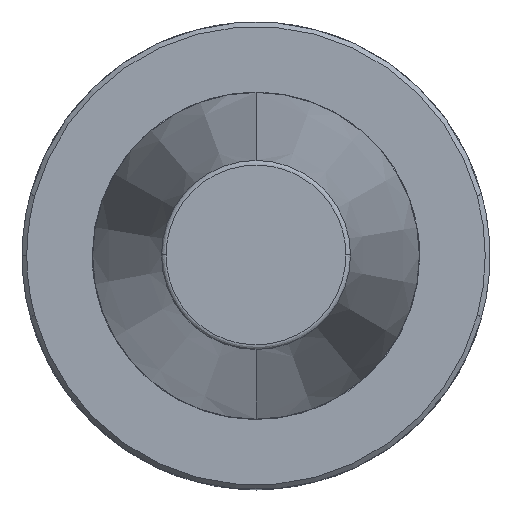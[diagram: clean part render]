
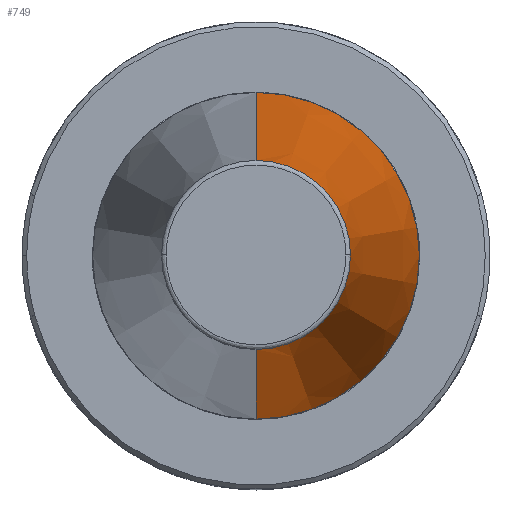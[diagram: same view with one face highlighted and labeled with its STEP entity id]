
A CAD part, top view. The second image highlights one B-rep face of the part: STEP entity #749.
In plain terms, the highlighted conical face has half-angle 8.297 degrees and reference radius 34.925 mm.
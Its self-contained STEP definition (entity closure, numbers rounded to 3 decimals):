
#72 = AXIS2_PLACEMENT_3D ( 'NONE', #324, #2202, #1404 ) ;
#149 = CARTESIAN_POINT ( 'NONE',  ( 0., -34.925, 0. ) ) ;
#260 = VERTEX_POINT ( 'NONE', #1993 ) ;
#324 = CARTESIAN_POINT ( 'NONE',  ( 0., 0., 0. ) ) ;
#347 = AXIS2_PLACEMENT_3D ( 'NONE', #2087, #1085, #2263 ) ;
#400 = CARTESIAN_POINT ( 'NONE',  ( 0., 34.925, 0. ) ) ;
#459 = DIRECTION ( 'NONE',  ( 0., 1., 0. ) ) ;
#481 = FACE_OUTER_BOUND ( 'NONE', #898, .T. ) ;
#580 = CARTESIAN_POINT ( 'NONE',  ( 0., 20.204, 100.944 ) ) ;
#593 = ORIENTED_EDGE ( 'NONE', *, *, #874, .T. ) ;
#701 = CONICAL_SURFACE ( 'NONE', #72, 34.925, 0.145 ) ;
#749 = ADVANCED_FACE ( 'NONE', ( #481 ), #701, .T. ) ;
#757 = ORIENTED_EDGE ( 'NONE', *, *, #2163, .T. ) ;
#765 = CIRCLE ( 'NONE', #347, 20.204 ) ;
#792 = CARTESIAN_POINT ( 'NONE',  ( 20.204, 0., 100.944 ) ) ;
#800 = DIRECTION ( 'NONE',  ( 0., 0., 1. ) ) ;
#808 = LINE ( 'NONE', #400, #1181 ) ;
#874 = EDGE_CURVE ( 'NONE', #1310, #260, #1986, .T. ) ;
#898 = EDGE_LOOP ( 'NONE', ( #593, #2238, #1422, #1573, #757 ) ) ;
#940 = VERTEX_POINT ( 'NONE', #1563 ) ;
#959 = AXIS2_PLACEMENT_3D ( 'NONE', #1482, #1971, #459 ) ;
#1023 = CARTESIAN_POINT ( 'NONE',  ( 0., 34.925, 0. ) ) ;
#1085 = DIRECTION ( 'NONE',  ( 0., 0., -1. ) ) ;
#1113 = AXIS2_PLACEMENT_3D ( 'NONE', #1774, #800, #1952 ) ;
#1181 = VECTOR ( 'NONE', #1735, 1000. ) ;
#1206 = DIRECTION ( 'NONE',  ( 0., -0.144, -0.99 ) ) ;
#1211 = CIRCLE ( 'NONE', #1113, 34.925 ) ;
#1310 = VERTEX_POINT ( 'NONE', #792 ) ;
#1322 = EDGE_CURVE ( 'NONE', #940, #1977, #1211, .T. ) ;
#1404 = DIRECTION ( 'NONE',  ( 0., 1., 0. ) ) ;
#1422 = ORIENTED_EDGE ( 'NONE', *, *, #1322, .T. ) ;
#1453 = LINE ( 'NONE', #149, #1943 ) ;
#1482 = CARTESIAN_POINT ( 'NONE',  ( 0., 0., 100.944 ) ) ;
#1563 = CARTESIAN_POINT ( 'NONE',  ( 0., -34.925, 0. ) ) ;
#1573 = ORIENTED_EDGE ( 'NONE', *, *, #1837, .F. ) ;
#1623 = EDGE_CURVE ( 'NONE', #260, #940, #1453, .T. ) ;
#1735 = DIRECTION ( 'NONE',  ( 0., 0.144, -0.99 ) ) ;
#1774 = CARTESIAN_POINT ( 'NONE',  ( 0., 0., 0. ) ) ;
#1837 = EDGE_CURVE ( 'NONE', #2103, #1977, #808, .T. ) ;
#1943 = VECTOR ( 'NONE', #1206, 1000. ) ;
#1952 = DIRECTION ( 'NONE',  ( 0., 1., 0. ) ) ;
#1971 = DIRECTION ( 'NONE',  ( 0., 0., -1. ) ) ;
#1977 = VERTEX_POINT ( 'NONE', #1023 ) ;
#1986 = CIRCLE ( 'NONE', #959, 20.204 ) ;
#1993 = CARTESIAN_POINT ( 'NONE',  ( 0., -20.204, 100.944 ) ) ;
#2087 = CARTESIAN_POINT ( 'NONE',  ( 0., 0., 100.944 ) ) ;
#2103 = VERTEX_POINT ( 'NONE', #580 ) ;
#2163 = EDGE_CURVE ( 'NONE', #2103, #1310, #765, .T. ) ;
#2202 = DIRECTION ( 'NONE',  ( 0., 0., -1. ) ) ;
#2238 = ORIENTED_EDGE ( 'NONE', *, *, #1623, .T. ) ;
#2263 = DIRECTION ( 'NONE',  ( 0., 1., 0. ) ) ;
